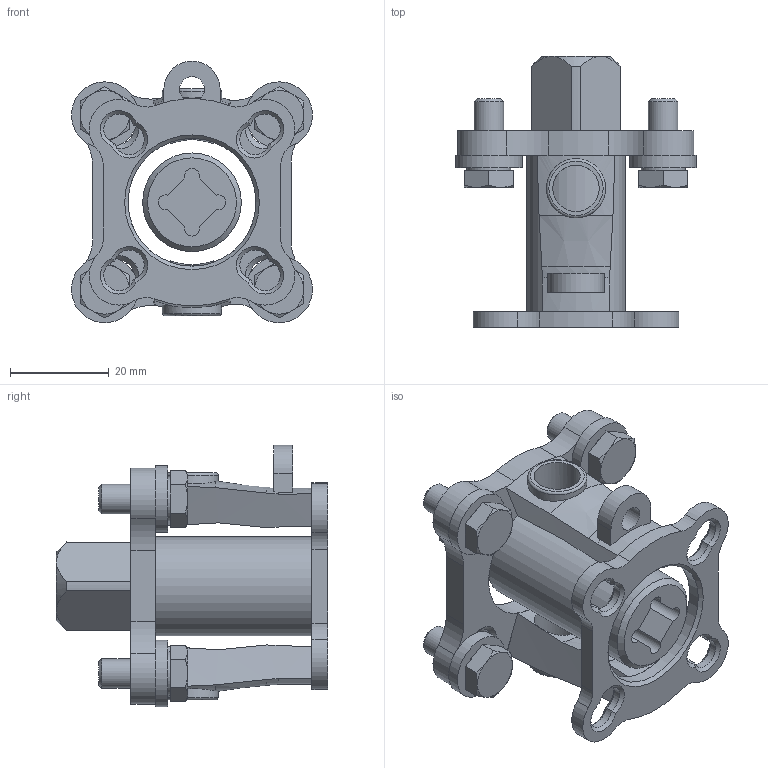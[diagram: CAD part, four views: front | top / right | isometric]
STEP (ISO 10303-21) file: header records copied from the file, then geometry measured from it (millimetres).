
FILE_DESCRIPTION(/* description */ ('STEP AP214'),/* implementation_level */ '2;1');
FILE_NAME(/* name */ '8088301_DARQ-K-V-F05S14-F03S9-R1',/* time_stamp */ '2024-08-14T15:52:41+02:00',/* author */ ('License CC BY-ND 4.0'),/* organization */ ('CADENAS'),/* preprocessor_version */ 'ST-DEVELOPER v19.3',/* originating_system */ 'PARTsolutions',/* authorisation */ ' ');
FILE_SCHEMA (('AUTOMOTIVE_DESIGN {1 0 10303 214 3 1 1}'));
Length unit declared in the file: millimetre
Products named in the file (5): 8088301 DARQ-K-V-F05S14-F03S9-R1; 8087462 DARQ-B-F0405-F0304-R1---(high); 8088288 DARQ-V-F05S14-F03S9-40---(K); ISO 4017 M6x14(F); 8190047 SICHERG.SCHEIBE NL-6-SP-SS
Assembly tree (10 placements, depth 2):
  8088301 DARQ-K-V-F05S14-F03S9-R1
    8087462 DARQ-B-F0405-F0304-R1---(high)
    8088288 DARQ-V-F05S14-F03S9-40---(K)
    ISO 4017 M6x14(F)  x4
    8190047 SICHERG.SCHEIBE NL-6-SP-SS  x4
Bounding box: 48.86 x 55 x 53.03 mm (x, y, z)
Volume: 31713.8 mm3; surface area: 17459.2 mm2
Topology: 10 solids, 10 shells, 248 faces, 573 edges, 354 vertices
Faces by surface type: cone 82, cylinder 79, plane 77, torus 6, bspline 4
Full cylindrical faces by diameter (mm): 5.08 x1, 6 x4, 6.5 x4, 8.88 x4, 9.4 x2, 12 x2, 13.5 x4, 20 x1, 25.9 x2
Entity records: 5491 total; most frequent: CARTESIAN_POINT 1248, DIRECTION 882, ORIENTED_EDGE 820, EDGE_CURVE 410, AXIS2_PLACEMENT_3D 389, VERTEX_POINT 265, EDGE_LOOP 229, FACE_BOUND 229
